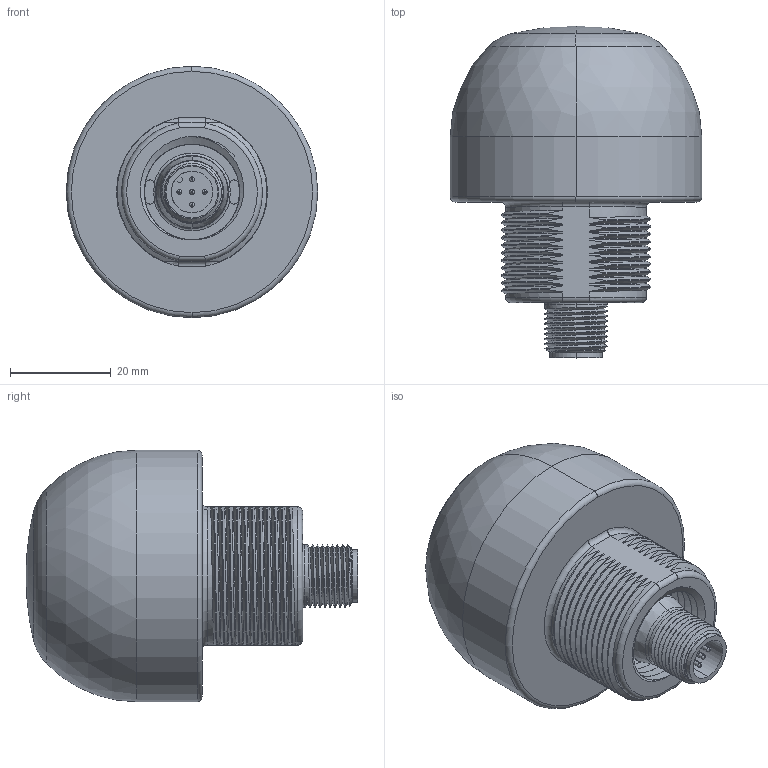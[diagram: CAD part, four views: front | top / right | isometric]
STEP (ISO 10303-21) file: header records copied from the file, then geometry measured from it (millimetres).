
FILE_DESCRIPTION((''),'2;1');
FILE_NAME('159877_SW','2012-04-05T',('banengservice'),('BANNER ENGINEERING'),'PRO/ENGINEER BY PARAMETRIC TECHNOLOGY CORPORATION, 2009141','PRO/ENGINEER BY PARAMETRIC TECHNOLOGY CORPORATION, 2009141','');
FILE_SCHEMA(('CONFIG_CONTROL_DESIGN'));
Length unit declared in the file: inch
Products named in the file (1): 159877_SW
Bounding box: 50 x 66 x 50 mm (x, y, z)
Volume: 28262.8 mm3; surface area: 23853.7 mm2
Topology: 1 solids, 3 shells, 461 faces, 1129 edges, 699 vertices
Faces by surface type: cylinder 180, bspline 125, plane 72, torus 34, sphere 26, cone 24
Entity records: 26484 total; most frequent: CARTESIAN_POINT 16345, ORIENTED_EDGE 2254, DIRECTION 1902, EDGE_CURVE 1127, AXIS2_PLACEMENT_3D 784, VERTEX_POINT 699, EDGE_LOOP 494, FACE_OUTER_BOUND 461
